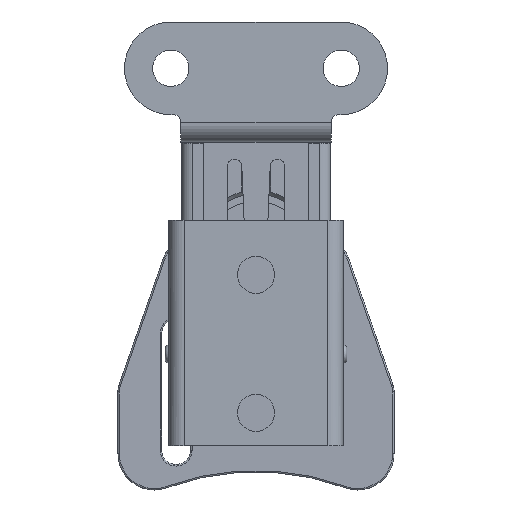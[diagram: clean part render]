
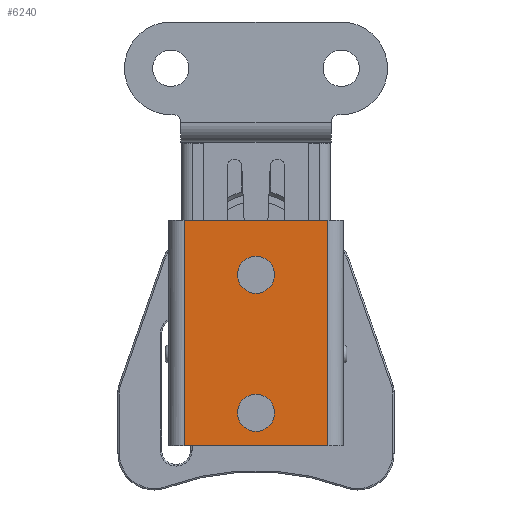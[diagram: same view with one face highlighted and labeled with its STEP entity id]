
A CAD part, front view. The second image highlights one B-rep face of the part: STEP entity #6240.
In plain terms, the highlighted planar face has unit normal (0, -1, 0).
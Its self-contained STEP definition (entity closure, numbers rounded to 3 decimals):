
#321 = AXIS2_PLACEMENT_3D ( 'NONE', #3611, #16294, #3692 ) ;
#364 = LINE ( 'NONE', #11480, #18852 ) ;
#422 = EDGE_CURVE ( 'NONE', #23287, #718, #364, .T. ) ;
#718 = VERTEX_POINT ( 'NONE', #23241 ) ;
#788 = EDGE_LOOP ( 'NONE', ( #9033, #11679, #3472, #7335 ) ) ;
#888 = AXIS2_PLACEMENT_3D ( 'NONE', #16155, #7141, #12394 ) ;
#997 = LINE ( 'NONE', #18499, #18612 ) ;
#1070 = VERTEX_POINT ( 'NONE', #3348 ) ;
#1293 = CIRCLE ( 'NONE', #4750, 2.55 ) ;
#1775 = EDGE_CURVE ( 'NONE', #4477, #22598, #9974, .T. ) ;
#1937 = EDGE_CURVE ( 'NONE', #20294, #4742, #17654, .T. ) ;
#2149 = ORIENTED_EDGE ( 'NONE', *, *, #1937, .F. ) ;
#2562 = CARTESIAN_POINT ( 'NONE',  ( 0., 0., 23.5 ) ) ;
#2659 = DIRECTION ( 'NONE',  ( 0., 0., -1. ) ) ;
#2822 = ORIENTED_EDGE ( 'NONE', *, *, #4212, .F. ) ;
#3015 = CARTESIAN_POINT ( 'NONE',  ( 0., 0., 1.95 ) ) ;
#3298 = FACE_OUTER_BOUND ( 'NONE', #788, .T. ) ;
#3348 = CARTESIAN_POINT ( 'NONE',  ( 9.9, 0., 31. ) ) ;
#3355 = DIRECTION ( 'NONE',  ( 0., 0., -1. ) ) ;
#3472 = ORIENTED_EDGE ( 'NONE', *, *, #11068, .T. ) ;
#3565 = VECTOR ( 'NONE', #4244, 1000. ) ;
#3611 = CARTESIAN_POINT ( 'NONE',  ( 0., 0., 4.5 ) ) ;
#3692 = DIRECTION ( 'NONE',  ( 0., 0., -1. ) ) ;
#4212 = EDGE_CURVE ( 'NONE', #22598, #4477, #1293, .T. ) ;
#4244 = DIRECTION ( 'NONE',  ( -1., 0., 0. ) ) ;
#4477 = VERTEX_POINT ( 'NONE', #11627 ) ;
#4742 = VERTEX_POINT ( 'NONE', #15848 ) ;
#4750 = AXIS2_PLACEMENT_3D ( 'NONE', #5117, #14298, #3355 ) ;
#5117 = CARTESIAN_POINT ( 'NONE',  ( 0., 0., 4.5 ) ) ;
#5805 = EDGE_LOOP ( 'NONE', ( #2822, #16174 ) ) ;
#6240 = ADVANCED_FACE ( 'NONE', ( #19003, #9012, #3298 ), #8751, .T. ) ;
#7141 = DIRECTION ( 'NONE',  ( 0., -1., 0. ) ) ;
#7335 = ORIENTED_EDGE ( 'NONE', *, *, #422, .T. ) ;
#7425 = DIRECTION ( 'NONE',  ( -1., 0., 0. ) ) ;
#7673 = CARTESIAN_POINT ( 'NONE',  ( -9.9, 0., 0. ) ) ;
#8751 = PLANE ( 'NONE',  #888 ) ;
#9012 = FACE_BOUND ( 'NONE', #5805, .T. ) ;
#9033 = ORIENTED_EDGE ( 'NONE', *, *, #13719, .F. ) ;
#9842 = AXIS2_PLACEMENT_3D ( 'NONE', #2562, #15311, #18955 ) ;
#9974 = CIRCLE ( 'NONE', #321, 2.55 ) ;
#11068 = EDGE_CURVE ( 'NONE', #1070, #23287, #997, .T. ) ;
#11423 = CARTESIAN_POINT ( 'NONE',  ( -9.9, 0., 31. ) ) ;
#11480 = CARTESIAN_POINT ( 'NONE',  ( -9.9, 0., 31. ) ) ;
#11627 = CARTESIAN_POINT ( 'NONE',  ( 0., 0., 7.05 ) ) ;
#11679 = ORIENTED_EDGE ( 'NONE', *, *, #15416, .F. ) ;
#11796 = CARTESIAN_POINT ( 'NONE',  ( 9.9, 0., 31. ) ) ;
#12394 = DIRECTION ( 'NONE',  ( 0., 0., -1. ) ) ;
#13188 = DIRECTION ( 'NONE',  ( 0., 0., -1. ) ) ;
#13299 = LINE ( 'NONE', #7673, #3565 ) ;
#13682 = LINE ( 'NONE', #11796, #19867 ) ;
#13719 = EDGE_CURVE ( 'NONE', #14153, #718, #13299, .T. ) ;
#14153 = VERTEX_POINT ( 'NONE', #20541 ) ;
#14298 = DIRECTION ( 'NONE',  ( 0., -1., 0. ) ) ;
#15041 = CIRCLE ( 'NONE', #9842, 2.55 ) ;
#15311 = DIRECTION ( 'NONE',  ( 0., -1., 0. ) ) ;
#15416 = EDGE_CURVE ( 'NONE', #1070, #14153, #13682, .T. ) ;
#15848 = CARTESIAN_POINT ( 'NONE',  ( 0., 0., 20.95 ) ) ;
#16155 = CARTESIAN_POINT ( 'NONE',  ( -9.9, 0., 31. ) ) ;
#16174 = ORIENTED_EDGE ( 'NONE', *, *, #1775, .F. ) ;
#16294 = DIRECTION ( 'NONE',  ( 0., -1., 0. ) ) ;
#16766 = EDGE_CURVE ( 'NONE', #4742, #20294, #15041, .T. ) ;
#17303 = EDGE_LOOP ( 'NONE', ( #21780, #2149 ) ) ;
#17654 = CIRCLE ( 'NONE', #21460, 2.55 ) ;
#18438 = CARTESIAN_POINT ( 'NONE',  ( 0., 0., 23.5 ) ) ;
#18499 = CARTESIAN_POINT ( 'NONE',  ( -9.9, 0., 31. ) ) ;
#18562 = DIRECTION ( 'NONE',  ( 0., 0., -1. ) ) ;
#18612 = VECTOR ( 'NONE', #7425, 1000. ) ;
#18640 = CARTESIAN_POINT ( 'NONE',  ( 0., 0., 26.05 ) ) ;
#18852 = VECTOR ( 'NONE', #18562, 1000. ) ;
#18955 = DIRECTION ( 'NONE',  ( 0., 0., -1. ) ) ;
#19003 = FACE_BOUND ( 'NONE', #17303, .T. ) ;
#19867 = VECTOR ( 'NONE', #2659, 1000. ) ;
#20294 = VERTEX_POINT ( 'NONE', #18640 ) ;
#20515 = DIRECTION ( 'NONE',  ( 0., -1., 0. ) ) ;
#20541 = CARTESIAN_POINT ( 'NONE',  ( 9.9, 0., 0. ) ) ;
#21460 = AXIS2_PLACEMENT_3D ( 'NONE', #18438, #20515, #13188 ) ;
#21780 = ORIENTED_EDGE ( 'NONE', *, *, #16766, .F. ) ;
#22598 = VERTEX_POINT ( 'NONE', #3015 ) ;
#23241 = CARTESIAN_POINT ( 'NONE',  ( -9.9, 0., 0. ) ) ;
#23287 = VERTEX_POINT ( 'NONE', #11423 ) ;
